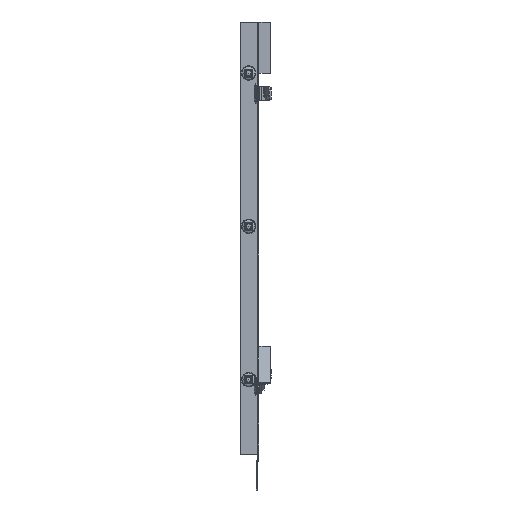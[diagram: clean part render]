
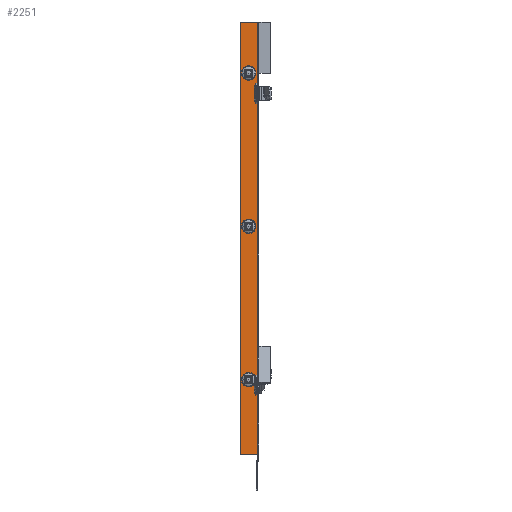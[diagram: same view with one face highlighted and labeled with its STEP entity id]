
A CAD part, left-side view. The second image highlights one B-rep face of the part: STEP entity #2251.
In plain terms, the highlighted planar face has unit normal (-1, 0, 0).
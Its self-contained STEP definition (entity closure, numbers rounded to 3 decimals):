
#100 = LINE ( 'NONE', #1099, #333 ) ;
#132 = ORIENTED_EDGE ( 'NONE', *, *, #3001, .F. ) ;
#281 = VERTEX_POINT ( 'NONE', #5432 ) ;
#304 = DIRECTION ( 'NONE',  ( 0., -1., 0. ) ) ;
#320 = CARTESIAN_POINT ( 'NONE',  ( -1.25, 1., 0. ) ) ;
#333 = VECTOR ( 'NONE', #1671, 1000. ) ;
#339 = CARTESIAN_POINT ( 'NONE',  ( -1.25, 12.75, -196. ) ) ;
#352 = VERTEX_POINT ( 'NONE', #3451 ) ;
#377 = CARTESIAN_POINT ( 'NONE',  ( -1.25, 4.75, -196. ) ) ;
#382 = VERTEX_POINT ( 'NONE', #1073 ) ;
#454 = EDGE_CURVE ( 'NONE', #2489, #1284, #4929, .T. ) ;
#487 = LINE ( 'NONE', #4892, #5633 ) ;
#493 = CARTESIAN_POINT ( 'NONE',  ( -1.25, 12.75, -54. ) ) ;
#662 = LINE ( 'NONE', #3354, #5936 ) ;
#836 = ORIENTED_EDGE ( 'NONE', *, *, #1758, .F. ) ;
#950 = EDGE_CURVE ( 'NONE', #6004, #2944, #4939, .T. ) ;
#1007 = EDGE_CURVE ( 'NONE', #6126, #6142, #4859, .T. ) ;
#1073 = CARTESIAN_POINT ( 'NONE',  ( -1.25, 16.75, -423.068 ) ) ;
#1097 = EDGE_CURVE ( 'NONE', #3072, #6142, #2539, .T. ) ;
#1099 = CARTESIAN_POINT ( 'NONE',  ( -1.25, 12.75, -346. ) ) ;
#1123 = VECTOR ( 'NONE', #1474, 1000. ) ;
#1215 = ORIENTED_EDGE ( 'NONE', *, *, #3534, .T. ) ;
#1220 = ORIENTED_EDGE ( 'NONE', *, *, #1007, .F. ) ;
#1284 = VERTEX_POINT ( 'NONE', #5000 ) ;
#1323 = VERTEX_POINT ( 'NONE', #6157 ) ;
#1335 = LINE ( 'NONE', #493, #4072 ) ;
#1365 = CARTESIAN_POINT ( 'NONE',  ( -1.25, 0., 0. ) ) ;
#1401 = VECTOR ( 'NONE', #2452, 1000. ) ;
#1451 = CARTESIAN_POINT ( 'NONE',  ( -1.25, 12.75, -204. ) ) ;
#1474 = DIRECTION ( 'NONE',  ( 0., 1., 0. ) ) ;
#1555 = VECTOR ( 'NONE', #1757, 1000. ) ;
#1637 = EDGE_CURVE ( 'NONE', #352, #1323, #5393, .T. ) ;
#1660 = CARTESIAN_POINT ( 'NONE',  ( -1.25, 4.75, -354. ) ) ;
#1671 = DIRECTION ( 'NONE',  ( 0., 0., 1. ) ) ;
#1737 = DIRECTION ( 'NONE',  ( 0., -1., 0. ) ) ;
#1757 = DIRECTION ( 'NONE',  ( 0., 0., -1. ) ) ;
#1758 = EDGE_CURVE ( 'NONE', #382, #281, #487, .T. ) ;
#1778 = CARTESIAN_POINT ( 'NONE',  ( -1.25, 4.75, -346. ) ) ;
#1838 = EDGE_CURVE ( 'NONE', #2531, #5630, #1335, .T. ) ;
#1856 = VECTOR ( 'NONE', #5436, 1000. ) ;
#1928 = EDGE_CURVE ( 'NONE', #5003, #2489, #4125, .T. ) ;
#1930 = FACE_BOUND ( 'NONE', #4475, .T. ) ;
#1975 = DIRECTION ( 'NONE',  ( 0., 0., -1. ) ) ;
#1991 = LINE ( 'NONE', #6183, #3288 ) ;
#2032 = CARTESIAN_POINT ( 'NONE',  ( -1.25, 12.75, -354. ) ) ;
#2058 = CARTESIAN_POINT ( 'NONE',  ( -1.25, 16.75, -423.068 ) ) ;
#2062 = CARTESIAN_POINT ( 'NONE',  ( -1.25, 4.75, -46. ) ) ;
#2068 = DIRECTION ( 'NONE',  ( 0., 1., 0. ) ) ;
#2081 = CARTESIAN_POINT ( 'NONE',  ( -1.25, 12.75, -196. ) ) ;
#2116 = ORIENTED_EDGE ( 'NONE', *, *, #1097, .T. ) ;
#2138 = EDGE_CURVE ( 'NONE', #6151, #6004, #662, .T. ) ;
#2192 = CARTESIAN_POINT ( 'NONE',  ( -1.25, 12.75, -204. ) ) ;
#2251 = ADVANCED_FACE ( 'NONE', ( #1930, #5008, #3615, #5098 ), #3918, .T. ) ;
#2334 = VERTEX_POINT ( 'NONE', #320 ) ;
#2364 = ORIENTED_EDGE ( 'NONE', *, *, #5991, .F. ) ;
#2391 = VERTEX_POINT ( 'NONE', #2192 ) ;
#2409 = VECTOR ( 'NONE', #3813, 1000. ) ;
#2452 = DIRECTION ( 'NONE',  ( 0., -1., 0. ) ) ;
#2489 = VERTEX_POINT ( 'NONE', #4715 ) ;
#2494 = VECTOR ( 'NONE', #2068, 1000. ) ;
#2510 = ORIENTED_EDGE ( 'NONE', *, *, #4787, .T. ) ;
#2531 = VERTEX_POINT ( 'NONE', #4555 ) ;
#2539 = LINE ( 'NONE', #4218, #5083 ) ;
#2554 = EDGE_CURVE ( 'NONE', #2391, #5003, #4200, .T. ) ;
#2561 = VECTOR ( 'NONE', #3320, 1000. ) ;
#2677 = CARTESIAN_POINT ( 'NONE',  ( -1.25, 0., -423.068 ) ) ;
#2728 = CARTESIAN_POINT ( 'NONE',  ( -1.25, 12.75, -46. ) ) ;
#2756 = VECTOR ( 'NONE', #4204, 1000. ) ;
#2763 = VECTOR ( 'NONE', #1975, 1000. ) ;
#2800 = AXIS2_PLACEMENT_3D ( 'NONE', #1365, #4080, #4193 ) ;
#2820 = DIRECTION ( 'NONE',  ( 0., 0., 1. ) ) ;
#2907 = LINE ( 'NONE', #2032, #2756 ) ;
#2944 = VERTEX_POINT ( 'NONE', #1660 ) ;
#2947 = VERTEX_POINT ( 'NONE', #4283 ) ;
#3001 = EDGE_CURVE ( 'NONE', #2334, #6126, #1991, .T. ) ;
#3050 = EDGE_LOOP ( 'NONE', ( #1215, #4824, #3554, #3326 ) ) ;
#3072 = VERTEX_POINT ( 'NONE', #5240 ) ;
#3107 = EDGE_CURVE ( 'NONE', #2947, #6151, #100, .T. ) ;
#3112 = ORIENTED_EDGE ( 'NONE', *, *, #5012, .F. ) ;
#3258 = ORIENTED_EDGE ( 'NONE', *, *, #5238, .T. ) ;
#3288 = VECTOR ( 'NONE', #4658, 1000. ) ;
#3320 = DIRECTION ( 'NONE',  ( 0., 0., -1. ) ) ;
#3326 = ORIENTED_EDGE ( 'NONE', *, *, #950, .T. ) ;
#3354 = CARTESIAN_POINT ( 'NONE',  ( -1.25, 12.75, -346. ) ) ;
#3358 = CARTESIAN_POINT ( 'NONE',  ( -1.25, 0., 0. ) ) ;
#3451 = CARTESIAN_POINT ( 'NONE',  ( -1.25, 12.75, -46. ) ) ;
#3534 = EDGE_CURVE ( 'NONE', #2944, #2947, #2907, .T. ) ;
#3554 = ORIENTED_EDGE ( 'NONE', *, *, #2138, .T. ) ;
#3615 = FACE_OUTER_BOUND ( 'NONE', #3909, .T. ) ;
#3645 = ORIENTED_EDGE ( 'NONE', *, *, #1637, .T. ) ;
#3781 = CARTESIAN_POINT ( 'NONE',  ( -1.25, 12.75, -346. ) ) ;
#3788 = CARTESIAN_POINT ( 'NONE',  ( -1.25, 12.75, -54. ) ) ;
#3801 = LINE ( 'NONE', #2058, #2494 ) ;
#3813 = DIRECTION ( 'NONE',  ( 0., 0., -1. ) ) ;
#3836 = DIRECTION ( 'NONE',  ( 0., 0., 1. ) ) ;
#3837 = VECTOR ( 'NONE', #1737, 1000. ) ;
#3872 = LINE ( 'NONE', #4419, #1401 ) ;
#3909 = EDGE_LOOP ( 'NONE', ( #3112, #2116, #1220, #132, #2364, #836 ) ) ;
#3918 = PLANE ( 'NONE',  #2800 ) ;
#4039 = DIRECTION ( 'NONE',  ( 0., 1., 0. ) ) ;
#4072 = VECTOR ( 'NONE', #4039, 1000. ) ;
#4080 = DIRECTION ( 'NONE',  ( -1., 0., 0. ) ) ;
#4125 = LINE ( 'NONE', #339, #4299 ) ;
#4134 = ORIENTED_EDGE ( 'NONE', *, *, #5360, .T. ) ;
#4160 = DIRECTION ( 'NONE',  ( 0., -1., 0. ) ) ;
#4193 = DIRECTION ( 'NONE',  ( 0., -1., 0. ) ) ;
#4200 = LINE ( 'NONE', #4737, #1856 ) ;
#4204 = DIRECTION ( 'NONE',  ( 0., 1., 0. ) ) ;
#4218 = CARTESIAN_POINT ( 'NONE',  ( -1.25, 1., -423.068 ) ) ;
#4271 = ORIENTED_EDGE ( 'NONE', *, *, #1928, .T. ) ;
#4283 = CARTESIAN_POINT ( 'NONE',  ( -1.25, 12.75, -354. ) ) ;
#4299 = VECTOR ( 'NONE', #4160, 1000. ) ;
#4323 = DIRECTION ( 'NONE',  ( 0., -1., 0. ) ) ;
#4384 = CARTESIAN_POINT ( 'NONE',  ( -1.25, 0., 0. ) ) ;
#4419 = CARTESIAN_POINT ( 'NONE',  ( -1.25, 0., 0. ) ) ;
#4452 = LINE ( 'NONE', #2728, #4773 ) ;
#4475 = EDGE_LOOP ( 'NONE', ( #3258, #4565, #4271, #5047 ) ) ;
#4555 = CARTESIAN_POINT ( 'NONE',  ( -1.25, 4.75, -54. ) ) ;
#4565 = ORIENTED_EDGE ( 'NONE', *, *, #2554, .T. ) ;
#4642 = CARTESIAN_POINT ( 'NONE',  ( -1.25, 12.75, -46. ) ) ;
#4658 = DIRECTION ( 'NONE',  ( 0., -1., 0. ) ) ;
#4715 = CARTESIAN_POINT ( 'NONE',  ( -1.25, 4.75, -196. ) ) ;
#4737 = CARTESIAN_POINT ( 'NONE',  ( -1.25, 12.75, -196. ) ) ;
#4773 = VECTOR ( 'NONE', #2820, 1000. ) ;
#4787 = EDGE_CURVE ( 'NONE', #1323, #2531, #5112, .T. ) ;
#4824 = ORIENTED_EDGE ( 'NONE', *, *, #3107, .T. ) ;
#4859 = LINE ( 'NONE', #4384, #2409 ) ;
#4892 = CARTESIAN_POINT ( 'NONE',  ( -1.25, 16.75, 0. ) ) ;
#4929 = LINE ( 'NONE', #377, #2561 ) ;
#4939 = LINE ( 'NONE', #1778, #1555 ) ;
#5000 = CARTESIAN_POINT ( 'NONE',  ( -1.25, 4.75, -204. ) ) ;
#5003 = VERTEX_POINT ( 'NONE', #2081 ) ;
#5008 = FACE_BOUND ( 'NONE', #5425, .T. ) ;
#5012 = EDGE_CURVE ( 'NONE', #3072, #382, #3801, .T. ) ;
#5047 = ORIENTED_EDGE ( 'NONE', *, *, #454, .T. ) ;
#5083 = VECTOR ( 'NONE', #4323, 1000. ) ;
#5098 = FACE_BOUND ( 'NONE', #3050, .T. ) ;
#5105 = LINE ( 'NONE', #1451, #1123 ) ;
#5112 = LINE ( 'NONE', #2062, #2763 ) ;
#5238 = EDGE_CURVE ( 'NONE', #1284, #2391, #5105, .T. ) ;
#5240 = CARTESIAN_POINT ( 'NONE',  ( -1.25, 1., -423.068 ) ) ;
#5295 = CARTESIAN_POINT ( 'NONE',  ( -1.25, 4.75, -346. ) ) ;
#5360 = EDGE_CURVE ( 'NONE', #5630, #352, #4452, .T. ) ;
#5393 = LINE ( 'NONE', #4642, #3837 ) ;
#5425 = EDGE_LOOP ( 'NONE', ( #5776, #4134, #3645, #2510 ) ) ;
#5432 = CARTESIAN_POINT ( 'NONE',  ( -1.25, 16.75, 0. ) ) ;
#5436 = DIRECTION ( 'NONE',  ( 0., 0., 1. ) ) ;
#5630 = VERTEX_POINT ( 'NONE', #3788 ) ;
#5633 = VECTOR ( 'NONE', #3836, 1000. ) ;
#5776 = ORIENTED_EDGE ( 'NONE', *, *, #1838, .T. ) ;
#5936 = VECTOR ( 'NONE', #304, 1000. ) ;
#5991 = EDGE_CURVE ( 'NONE', #281, #2334, #3872, .T. ) ;
#6004 = VERTEX_POINT ( 'NONE', #5295 ) ;
#6126 = VERTEX_POINT ( 'NONE', #3358 ) ;
#6142 = VERTEX_POINT ( 'NONE', #2677 ) ;
#6151 = VERTEX_POINT ( 'NONE', #3781 ) ;
#6157 = CARTESIAN_POINT ( 'NONE',  ( -1.25, 4.75, -46. ) ) ;
#6183 = CARTESIAN_POINT ( 'NONE',  ( -1.25, 0., 0. ) ) ;
